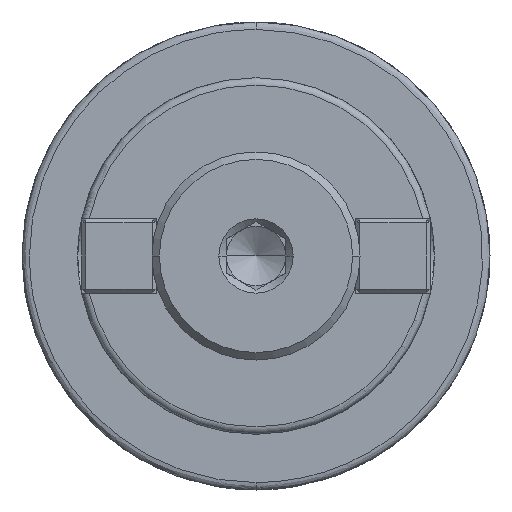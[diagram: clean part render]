
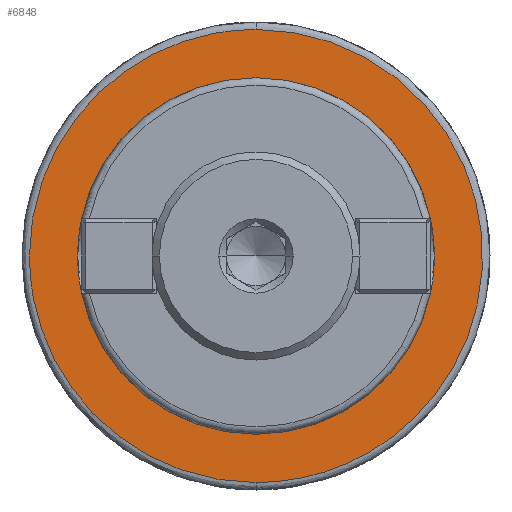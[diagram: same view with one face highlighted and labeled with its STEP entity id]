
A CAD part, front view. The second image highlights one B-rep face of the part: STEP entity #6848.
In plain terms, the highlighted planar face has unit normal (0, -1, 0).
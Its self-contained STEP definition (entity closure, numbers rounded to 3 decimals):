
#72 = CARTESIAN_POINT ( 'NONE',  ( 0., -27., 30.5 ) ) ;
#178 = VERTEX_POINT ( 'NONE', #3803 ) ;
#199 = CARTESIAN_POINT ( 'NONE',  ( 0., -27., 0. ) ) ;
#224 = CARTESIAN_POINT ( 'NONE',  ( 0., -27., -30.5 ) ) ;
#738 = CIRCLE ( 'NONE', #3566, 24. ) ;
#740 = EDGE_CURVE ( 'NONE', #178, #5381, #3330, .T. ) ;
#868 = DIRECTION ( 'NONE',  ( -1., 0., 0. ) ) ;
#960 = DIRECTION ( 'NONE',  ( 0., -1., 0. ) ) ;
#971 = EDGE_CURVE ( 'NONE', #5381, #2637, #7409, .T. ) ;
#1431 = DIRECTION ( 'NONE',  ( 0., 1., 0. ) ) ;
#1513 = CARTESIAN_POINT ( 'NONE',  ( 0., -27., -30.5 ) ) ;
#1679 = VERTEX_POINT ( 'NONE', #2404 ) ;
#1808 = ORIENTED_EDGE ( 'NONE', *, *, #740, .F. ) ;
#2404 = CARTESIAN_POINT ( 'NONE',  ( -24., -27., 0. ) ) ;
#2637 = VERTEX_POINT ( 'NONE', #224 ) ;
#2729 = AXIS2_PLACEMENT_3D ( 'NONE', #3611, #960, #5658 ) ;
#2848 = CARTESIAN_POINT ( 'NONE',  ( -30.5, -27., 0. ) ) ;
#3015 = CARTESIAN_POINT ( 'NONE',  ( -17.866, -27., -30.5 ) ) ;
#3330 =( BOUNDED_CURVE ( )  B_SPLINE_CURVE ( 3, ( #2848, #6903, #8264, #4231 ),
 .UNSPECIFIED., .F., .T. ) 
 B_SPLINE_CURVE_WITH_KNOTS ( ( 4, 4 ),
 ( 0., 0.333 ),
 .UNSPECIFIED. ) 
 CURVE ( )  GEOMETRIC_REPRESENTATION_ITEM ( )  RATIONAL_B_SPLINE_CURVE ( ( 1., 0.805, 0.805, 1. ) ) 
 REPRESENTATION_ITEM ( '' )  );
#3566 = AXIS2_PLACEMENT_3D ( 'NONE', #5463, #1431, #6142 ) ;
#3611 = CARTESIAN_POINT ( 'NONE',  ( -31.5, -27., 0. ) ) ;
#3702 = CARTESIAN_POINT ( 'NONE',  ( -30.5, -27., 0. ) ) ;
#3803 = CARTESIAN_POINT ( 'NONE',  ( -30.5, -27., 0. ) ) ;
#3957 = FACE_OUTER_BOUND ( 'NONE', #4548, .T. ) ;
#4196 = CARTESIAN_POINT ( 'NONE',  ( 61., -27., 30.5 ) ) ;
#4231 = CARTESIAN_POINT ( 'NONE',  ( 0., -27., 30.5 ) ) ;
#4266 =( BOUNDED_CURVE ( )  B_SPLINE_CURVE ( 3, ( #7080, #3015, #7753, #3702 ),
 .UNSPECIFIED., .F., .F. ) 
 B_SPLINE_CURVE_WITH_KNOTS ( ( 4, 4 ),
 ( 0., 1. ),
 .UNSPECIFIED. ) 
 CURVE ( )  GEOMETRIC_REPRESENTATION_ITEM ( )  RATIONAL_B_SPLINE_CURVE ( ( 1., 0.805, 0.805, 1. ) ) 
 REPRESENTATION_ITEM ( '' )  );
#4548 = EDGE_LOOP ( 'NONE', ( #1808, #7343, #6761 ) ) ;
#4843 = ORIENTED_EDGE ( 'NONE', *, *, #5403, .T. ) ;
#4861 = CARTESIAN_POINT ( 'NONE',  ( 0., -27., 30.5 ) ) ;
#4883 = DIRECTION ( 'NONE',  ( 0., 1., 0. ) ) ;
#5178 = AXIS2_PLACEMENT_3D ( 'NONE', #199, #4883, #868 ) ;
#5381 = VERTEX_POINT ( 'NONE', #72 ) ;
#5403 = EDGE_CURVE ( 'NONE', #7736, #1679, #738, .T. ) ;
#5463 = CARTESIAN_POINT ( 'NONE',  ( 0., -27., 0. ) ) ;
#5539 = CARTESIAN_POINT ( 'NONE',  ( 61., -27., -30.5 ) ) ;
#5658 = DIRECTION ( 'NONE',  ( 1., 0., 0. ) ) ;
#6142 = DIRECTION ( 'NONE',  ( -1., 0., 0. ) ) ;
#6360 = EDGE_CURVE ( 'NONE', #2637, #178, #4266, .T. ) ;
#6572 = EDGE_LOOP ( 'NONE', ( #4843, #7677 ) ) ;
#6761 = ORIENTED_EDGE ( 'NONE', *, *, #971, .F. ) ;
#6789 = EDGE_CURVE ( 'NONE', #1679, #7736, #7746, .T. ) ;
#6848 = ADVANCED_FACE ( 'NONE', ( #7534, #3957 ), #8332, .T. ) ;
#6903 = CARTESIAN_POINT ( 'NONE',  ( -30.5, -27., 17.866 ) ) ;
#7080 = CARTESIAN_POINT ( 'NONE',  ( 0., -27., -30.5 ) ) ;
#7187 = CARTESIAN_POINT ( 'NONE',  ( 24., -27., 0. ) ) ;
#7343 = ORIENTED_EDGE ( 'NONE', *, *, #6360, .F. ) ;
#7409 =( BOUNDED_CURVE ( )  B_SPLINE_CURVE ( 3, ( #4861, #4196, #5539, #1513 ),
 .UNSPECIFIED., .F., .F. ) 
 B_SPLINE_CURVE_WITH_KNOTS ( ( 4, 4 ),
 ( 0.333, 1. ),
 .UNSPECIFIED. ) 
 CURVE ( )  GEOMETRIC_REPRESENTATION_ITEM ( )  RATIONAL_B_SPLINE_CURVE ( ( 1., 0.333, 0.333, 1. ) ) 
 REPRESENTATION_ITEM ( '' )  );
#7534 = FACE_BOUND ( 'NONE', #6572, .T. ) ;
#7677 = ORIENTED_EDGE ( 'NONE', *, *, #6789, .T. ) ;
#7736 = VERTEX_POINT ( 'NONE', #7187 ) ;
#7746 = CIRCLE ( 'NONE', #5178, 24. ) ;
#7753 = CARTESIAN_POINT ( 'NONE',  ( -30.5, -27., -17.866 ) ) ;
#8264 = CARTESIAN_POINT ( 'NONE',  ( -17.866, -27., 30.5 ) ) ;
#8332 = PLANE ( 'NONE',  #2729 ) ;
